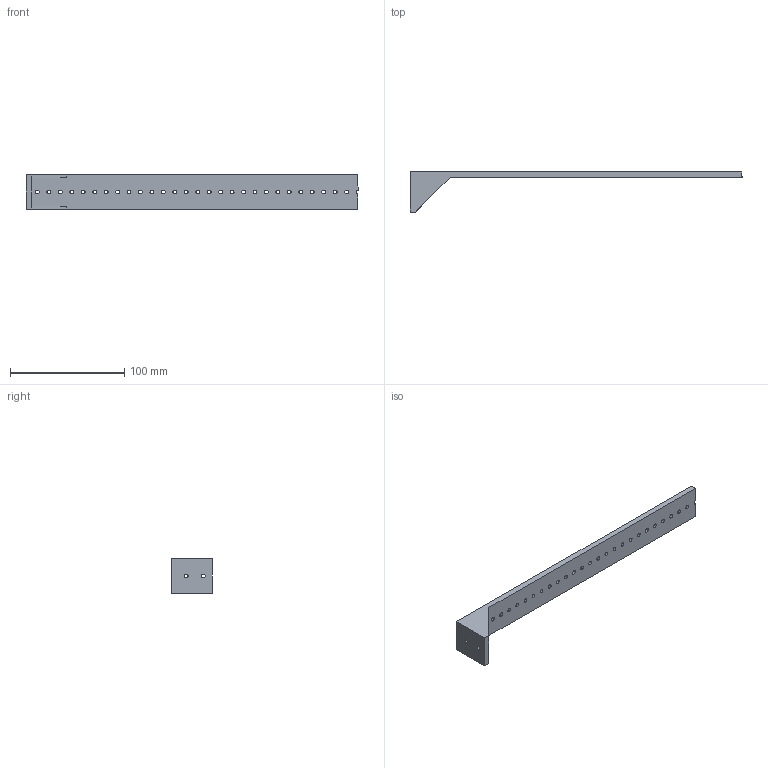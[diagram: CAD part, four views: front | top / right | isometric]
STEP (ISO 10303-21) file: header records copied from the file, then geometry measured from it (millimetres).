
FILE_DESCRIPTION (( 'STEP AP203' ), '1' );
FILE_NAME ('Camera Mount Z Rail.STEP', '2025-04-05T17:44:13', ( '' ), ( '' ), 'SwSTEP 2.0', 'SolidWorks 2024', '' );
FILE_SCHEMA (( 'CONFIG_CONTROL_DESIGN' ));
Length unit declared in the file: centimetre
Products named in the file (1): Camera Mount Z Rail
Bounding box: 290 x 35 x 30 mm (x, y, z)
Volume: 48865.4 mm3; surface area: 25470.2 mm2
Topology: 1 solids, 1 shells, 74 faces, 214 edges, 142 vertices
Faces by surface type: cylinder 61, plane 13
Entity records: 2701 total; most frequent: DIRECTION 486, CARTESIAN_POINT 431, ORIENTED_EDGE 428, EDGE_CURVE 214, AXIS2_PLACEMENT_3D 197, VERTEX_POINT 142, EDGE_LOOP 134, CIRCLE 122
